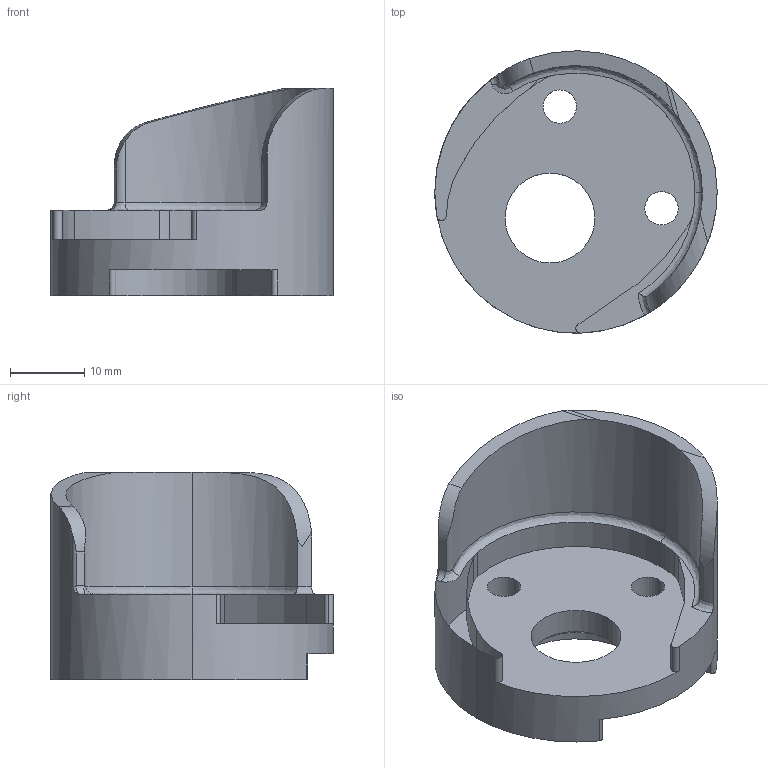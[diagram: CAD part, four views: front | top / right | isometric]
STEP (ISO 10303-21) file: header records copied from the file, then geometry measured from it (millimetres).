
FILE_DESCRIPTION (( 'STEP AP214' ), '1' );
FILE_NAME ('DR0065R.STEP', '2018-04-02T19:43:01', ( 'Accounting' ), ( 'Microsoft' ), 'SwSTEP 2.0', 'SolidWorks 2018', '' );
FILE_SCHEMA (( 'AUTOMOTIVE_DESIGN' ));
Length unit declared in the file: inch
Products named in the file (1): DR0065R
Bounding box: 38.1 x 38.1 x 27.94 mm (x, y, z)
Volume: 8930.7 mm3; surface area: 5736.5 mm2
Topology: 1 solids, 1 shells, 54 faces, 142 edges, 90 vertices
Faces by surface type: cylinder 31, plane 11, bspline 6, cone 6
Entity records: 2024 total; most frequent: CARTESIAN_POINT 656, ORIENTED_EDGE 284, DIRECTION 280, EDGE_CURVE 142, AXIS2_PLACEMENT_3D 114, VERTEX_POINT 90, CIRCLE 65, EDGE_LOOP 60
